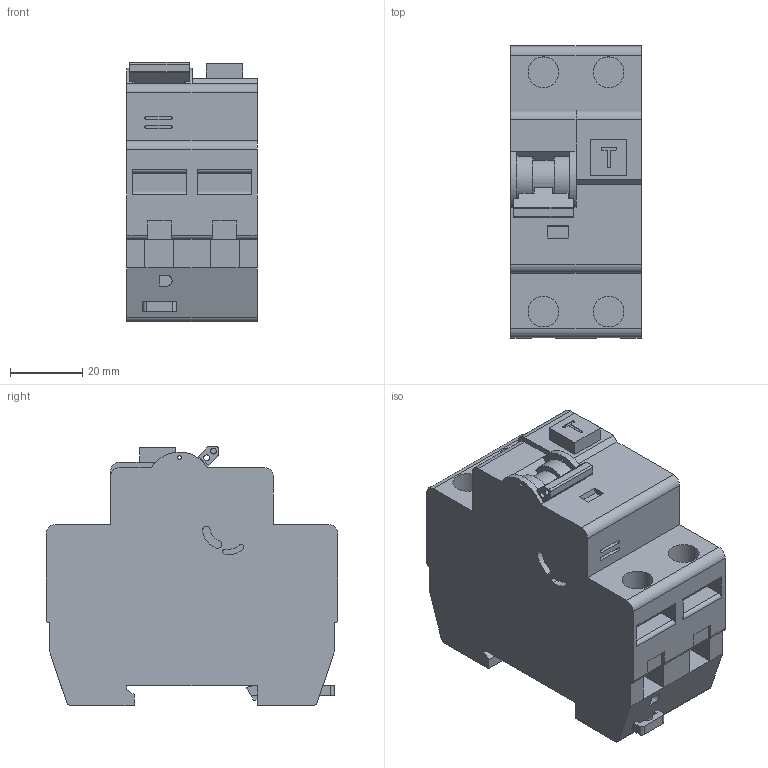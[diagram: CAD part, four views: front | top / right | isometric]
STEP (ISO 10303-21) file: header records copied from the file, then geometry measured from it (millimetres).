
FILE_DESCRIPTION (( 'STEP AP214' ), '1' );
FILE_NAME ('01.02.03.01 擢黨 32.STEP', '2017-03-21T06:19:55', ( '' ), ( '' ), 'SwSTEP 2.0', 'SolidWorks 2014', '' );
FILE_SCHEMA (( 'AUTOMOTIVE_DESIGN' ));
Length unit declared in the file: millimetre
Products named in the file (1): 01.02.03.01 擢黨 32
Bounding box: 36 x 80.6 x 71.57 mm (x, y, z)
Volume: 151681.5 mm3; surface area: 24944 mm2
Topology: 1 solids, 1 shells, 262 faces, 687 edges, 449 vertices
Faces by surface type: plane 193, cylinder 63, bspline 6
Full cylindrical faces by diameter (mm): 1 x2, 1.6 x2, 8.5 x4
Entity records: 11011 total; most frequent: CARTESIAN_POINT 1658, ORIENTED_EDGE 1346, DIRECTION 1284, EDGE_CURVE 673, VECTOR 530, LINE 530, VERTEX_POINT 443, AXIS2_PLACEMENT_3D 377
